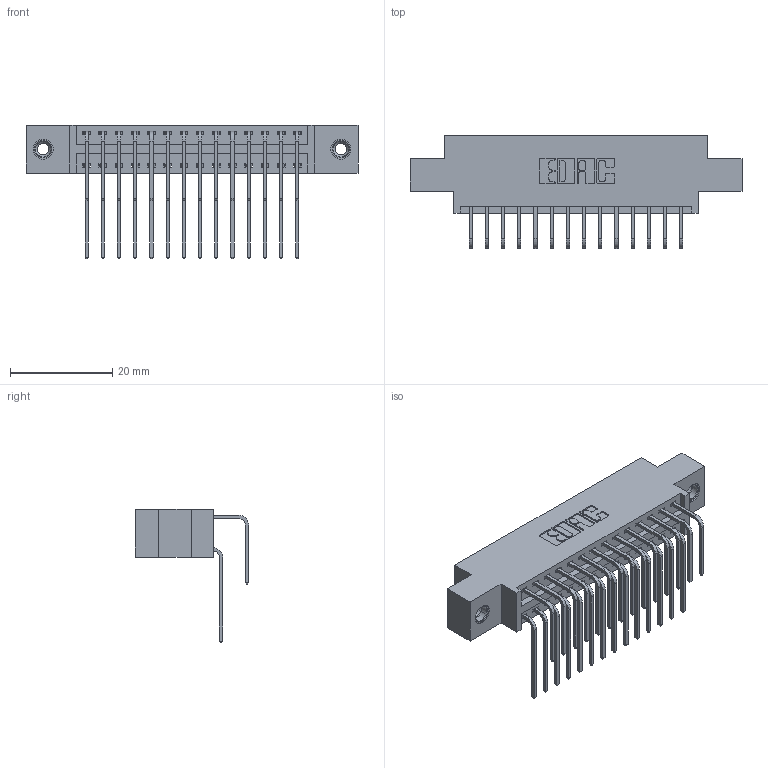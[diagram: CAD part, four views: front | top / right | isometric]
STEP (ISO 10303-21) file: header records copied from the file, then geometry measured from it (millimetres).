
FILE_DESCRIPTION (( 'STEP AP203' ), '1' );
FILE_NAME ('346-028-558-808.STEP', '2018-08-22T02:31:12', ( '' ), ( '' ), 'SwSTEP 2.0', 'SolidWorks 2016', '' );
FILE_SCHEMA (( 'CONFIG_CONTROL_DESIGN' ));
Length unit declared in the file: inch
Products named in the file (5): 346 Part_0.170 Offset - 0.156 Dia-TI; 345-292-001_558 559 Tail - 1; 345-292-001_558 Tail - 2; 345-250-001_345-250-003-102; 346-028-558-808
Assembly tree (31 placements, depth 2):
  346-028-558-808
    346 Part_0.170 Offset - 0.156 Dia-TI
    345-292-001_558 559 Tail - 1  x14
    345-292-001_558 Tail - 2  x14
    345-250-001_345-250-003-102  x2
Bounding box: 65.02 x 22.16 x 26.16 mm (x, y, z)
Volume: 6123.6 mm3; surface area: 8951.7 mm2
Topology: 31 solids, 31 shells, 1698 faces, 4985 edges, 3278 vertices
Faces by surface type: plane 1148, cylinder 534, cone 12, torus 4
Entity records: 16008 total; most frequent: CARTESIAN_POINT 2714, ORIENTED_EDGE 2590, DIRECTION 2441, EDGE_CURVE 1295, LINE 1047, VECTOR 1047, VERTEX_POINT 856, AXIS2_PLACEMENT_3D 697
